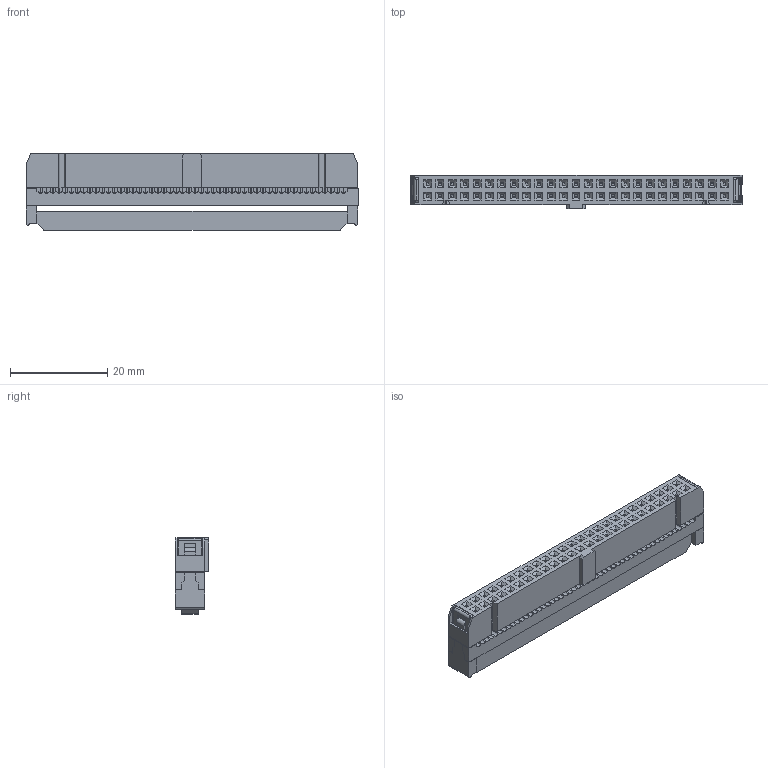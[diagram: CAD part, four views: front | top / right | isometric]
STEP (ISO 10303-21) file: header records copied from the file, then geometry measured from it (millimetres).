
FILE_DESCRIPTION( ( 'Unknown' ), '1' );
FILE_NAME( '61205023021_catch.stp', 'Unknown', ( 'Quentin LAIDEBEUR' ), ( 'WE' ), 'PSStep 15.0.49', 'Sample-box', ' ' );
FILE_SCHEMA( ( 'AUTOMOTIVE_DESIGN { 1 0 10303 214 1 1 1 1 }' ) );
Length unit declared in the file: millimetre
Products named in the file (5): Assem1; Gehäuse; Kabelklemme; Pin; Verschluss
Assembly tree (53 placements, depth 2):
  Assem1
    Gehäuse
    Kabelklemme
    Pin  x50
    Verschluss
Bounding box: 68.18 x 6.86 x 15.7 mm (x, y, z)
Volume: 4626.8 mm3; surface area: 8348.9 mm2
Topology: 53 solids, 53 shells, 2801 faces, 7691 edges, 4990 vertices
Faces by surface type: plane 2136, cylinder 642, extrusion 11, sphere 4, torus 4, bspline 4
Entity records: 55419 total; most frequent: CARTESIAN_POINT 8539, ORIENTED_EDGE 7628, DIRECTION 6947, EDGE_CURVE 3814, VECTOR 3393, LINE 3382, VERTEX_POINT 2442, AXIS2_PLACEMENT_3D 1777
